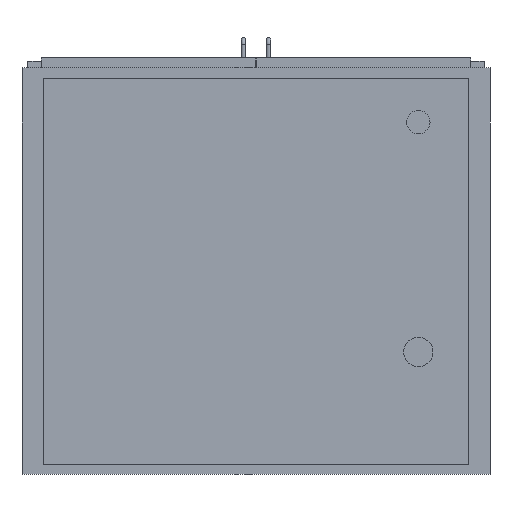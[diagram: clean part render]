
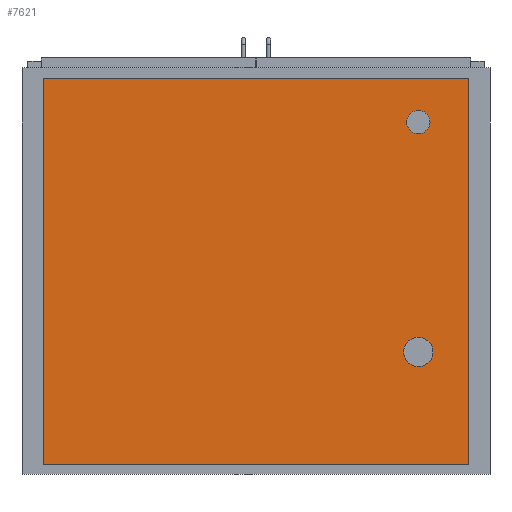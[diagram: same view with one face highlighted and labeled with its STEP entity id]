
A CAD part, front view. The second image highlights one B-rep face of the part: STEP entity #7621.
In plain terms, the highlighted planar face has unit normal (0, -1, 0).
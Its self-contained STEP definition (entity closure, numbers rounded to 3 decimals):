
#127=FACE_BOUND('',#827,.T.);
#128=FACE_BOUND('',#828,.T.);
#147=CIRCLE('',#8142,20.);
#149=CIRCLE('',#8146,25.);
#351=FACE_OUTER_BOUND('',#826,.T.);
#826=EDGE_LOOP('',(#5143,#5144,#5145,#5146));
#827=EDGE_LOOP('',(#5147));
#828=EDGE_LOOP('',(#5148));
#1344=LINE('',#11017,#2304);
#1346=LINE('',#11021,#2306);
#1348=LINE('',#11025,#2308);
#1350=LINE('',#11028,#2310);
#2304=VECTOR('',#8844,10.);
#2306=VECTOR('',#8848,10.);
#2308=VECTOR('',#8852,10.);
#2310=VECTOR('',#8856,10.);
#3226=VERTEX_POINT('',#10943);
#3228=VERTEX_POINT('',#10950);
#3249=VERTEX_POINT('',#11014);
#3250=VERTEX_POINT('',#11016);
#3251=VERTEX_POINT('',#11020);
#3252=VERTEX_POINT('',#11024);
#3955=EDGE_CURVE('',#3226,#3226,#147,.T.);
#3958=EDGE_CURVE('',#3228,#3228,#149,.T.);
#3988=EDGE_CURVE('',#3250,#3249,#1344,.T.);
#3990=EDGE_CURVE('',#3251,#3250,#1346,.T.);
#3992=EDGE_CURVE('',#3252,#3251,#1348,.T.);
#3994=EDGE_CURVE('',#3249,#3252,#1350,.T.);
#5143=ORIENTED_EDGE('',*,*,#3994,.T.);
#5144=ORIENTED_EDGE('',*,*,#3992,.T.);
#5145=ORIENTED_EDGE('',*,*,#3990,.T.);
#5146=ORIENTED_EDGE('',*,*,#3988,.T.);
#5147=ORIENTED_EDGE('',*,*,#3955,.T.);
#5148=ORIENTED_EDGE('',*,*,#3958,.T.);
#7218=PLANE('',#8163);
#7621=ADVANCED_FACE('',(#351,#127,#128),#7218,.T.);
#8142=AXIS2_PLACEMENT_3D('',#10945,#8778,#8779);
#8146=AXIS2_PLACEMENT_3D('',#10952,#8787,#8788);
#8163=AXIS2_PLACEMENT_3D('',#11029,#8857,#8858);
#8778=DIRECTION('center_axis',(0.,1.,0.));
#8779=DIRECTION('ref_axis',(1.,0.,0.));
#8787=DIRECTION('center_axis',(0.,1.,0.));
#8788=DIRECTION('ref_axis',(1.,0.,0.));
#8844=DIRECTION('',(0.,0.,1.));
#8848=DIRECTION('',(1.,0.,0.));
#8852=DIRECTION('',(0.,0.,-1.));
#8856=DIRECTION('',(-1.,0.,0.));
#8857=DIRECTION('center_axis',(0.,-1.,0.));
#8858=DIRECTION('ref_axis',(0.,0.,-1.));
#10943=CARTESIAN_POINT('',(257.5,-370.,255.));
#10945=CARTESIAN_POINT('Origin',(277.5,-370.,255.));
#10950=CARTESIAN_POINT('',(252.5,-370.,-138.));
#10952=CARTESIAN_POINT('Origin',(277.5,-370.,-138.));
#11014=CARTESIAN_POINT('',(362.5,-370.,330.));
#11016=CARTESIAN_POINT('',(362.5,-370.,-330.));
#11017=CARTESIAN_POINT('',(362.5,-370.,330.));
#11020=CARTESIAN_POINT('',(-362.5,-370.,-330.));
#11021=CARTESIAN_POINT('',(362.5,-370.,-330.));
#11024=CARTESIAN_POINT('',(-362.5,-370.,330.));
#11025=CARTESIAN_POINT('',(-362.5,-370.,-330.));
#11028=CARTESIAN_POINT('',(-362.5,-370.,330.));
#11029=CARTESIAN_POINT('Origin',(0.,-370.,0.));
